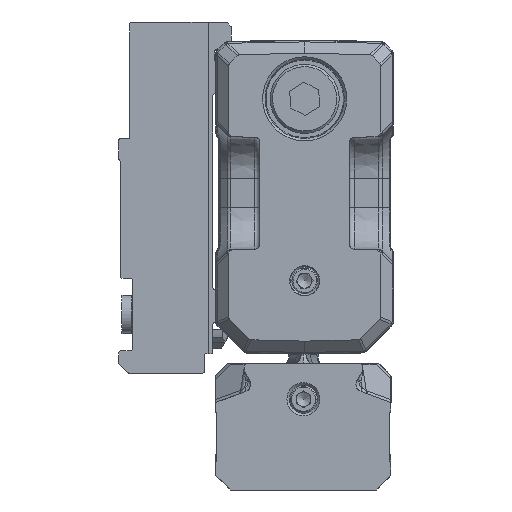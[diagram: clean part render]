
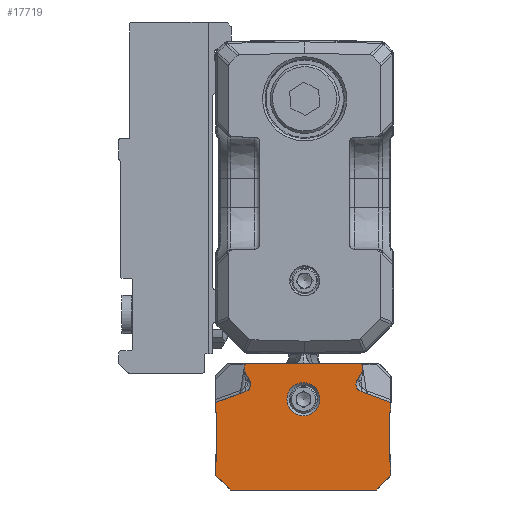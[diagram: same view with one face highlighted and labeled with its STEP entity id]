
A CAD part, front view. The second image highlights one B-rep face of the part: STEP entity #17719.
In plain terms, the highlighted planar face has unit normal (0, -1, 0).
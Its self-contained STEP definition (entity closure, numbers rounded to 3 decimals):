
#13755=FACE_BOUND('',#29524,.T.);
#13756=FACE_BOUND('',#29525,.T.);
#17719=ADVANCED_FACE('',(#13755,#13756),#20724,.F.);
#20724=PLANE('',#97673);
#29524=EDGE_LOOP('',(#48396,#48397,#48398,#48399,#48400,#48401,#48402,#48403,
#48404,#48405,#48406,#48407,#48408,#48409,#48410,#48411,#48412,#48413,#48414,
#48415,#48416,#48417));
#29525=EDGE_LOOP('',(#48418));
#48396=ORIENTED_EDGE('',*,*,#70790,.T.);
#48397=ORIENTED_EDGE('',*,*,#67885,.T.);
#48398=ORIENTED_EDGE('',*,*,#67886,.F.);
#48399=ORIENTED_EDGE('',*,*,#67904,.T.);
#48400=ORIENTED_EDGE('',*,*,#70789,.T.);
#48401=ORIENTED_EDGE('',*,*,#70538,.T.);
#48402=ORIENTED_EDGE('',*,*,#68472,.F.);
#48403=ORIENTED_EDGE('',*,*,#70605,.T.);
#48404=ORIENTED_EDGE('',*,*,#70777,.T.);
#48405=ORIENTED_EDGE('',*,*,#67959,.T.);
#48406=ORIENTED_EDGE('',*,*,#67945,.T.);
#48407=ORIENTED_EDGE('',*,*,#67934,.T.);
#48408=ORIENTED_EDGE('',*,*,#68459,.T.);
#48409=ORIENTED_EDGE('',*,*,#70608,.F.);
#48410=ORIENTED_EDGE('',*,*,#70256,.F.);
#48411=ORIENTED_EDGE('',*,*,#70258,.F.);
#48412=ORIENTED_EDGE('',*,*,#70667,.F.);
#48413=ORIENTED_EDGE('',*,*,#68410,.T.);
#48414=ORIENTED_EDGE('',*,*,#70669,.T.);
#48415=ORIENTED_EDGE('',*,*,#70563,.T.);
#48416=ORIENTED_EDGE('',*,*,#70562,.T.);
#48417=ORIENTED_EDGE('',*,*,#70243,.T.);
#48418=ORIENTED_EDGE('',*,*,#68186,.T.);
#58903=VERTEX_POINT('',#139269);
#58904=VERTEX_POINT('',#139271);
#58905=VERTEX_POINT('',#139275);
#58920=VERTEX_POINT('',#139309);
#58941=VERTEX_POINT('',#139366);
#58944=VERTEX_POINT('',#139371);
#58954=VERTEX_POINT('',#139395);
#58963=VERTEX_POINT('',#139419);
#59149=VERTEX_POINT('',#139983);
#59327=VERTEX_POINT('',#140490);
#59328=VERTEX_POINT('',#140492);
#59374=VERTEX_POINT('',#140651);
#59383=VERTEX_POINT('',#140675);
#59384=VERTEX_POINT('',#140677);
#60509=VERTEX_POINT('',#152297);
#60510=VERTEX_POINT('',#152299);
#60516=VERTEX_POINT('',#152320);
#60517=VERTEX_POINT('',#152322);
#60518=VERTEX_POINT('',#152326);
#60636=VERTEX_POINT('',#154006);
#60647=VERTEX_POINT('',#154089);
#60648=VERTEX_POINT('',#154093);
#60662=VERTEX_POINT('',#154248);
#67885=EDGE_CURVE('',#58903,#58904,#77673,.T.);
#67886=EDGE_CURVE('',#58905,#58904,#77674,.T.);
#67904=EDGE_CURVE('',#58905,#58920,#77687,.T.);
#67934=EDGE_CURVE('',#58941,#58944,#77708,.T.);
#67945=EDGE_CURVE('',#58954,#58941,#77714,.T.);
#67959=EDGE_CURVE('',#58963,#58954,#77725,.T.);
#68186=EDGE_CURVE('',#59149,#59149,#89600,.T.);
#68410=EDGE_CURVE('',#59328,#59327,#77937,.T.);
#68459=EDGE_CURVE('',#58944,#59374,#77956,.T.);
#68472=EDGE_CURVE('',#59383,#59384,#77966,.T.);
#70243=EDGE_CURVE('',#60510,#60509,#78594,.T.);
#70256=EDGE_CURVE('',#60517,#60516,#90160,.T.);
#70258=EDGE_CURVE('',#60518,#60517,#78607,.T.);
#70538=EDGE_CURVE('',#60636,#59384,#78755,.T.);
#70562=EDGE_CURVE('',#60647,#60510,#90194,.T.);
#70563=EDGE_CURVE('',#60648,#60647,#78771,.T.);
#70605=EDGE_CURVE('',#59383,#60662,#78805,.T.);
#70608=EDGE_CURVE('',#60516,#59374,#78808,.T.);
#70667=EDGE_CURVE('',#59328,#60518,#90210,.T.);
#70669=EDGE_CURVE('',#59327,#60648,#90211,.T.);
#70777=EDGE_CURVE('',#60662,#58963,#78906,.T.);
#70789=EDGE_CURVE('',#58920,#60636,#78918,.T.);
#70790=EDGE_CURVE('',#60509,#58903,#78919,.T.);
#77673=LINE('',#139272,#84649);
#77674=LINE('',#139274,#84650);
#77687=LINE('',#139310,#84663);
#77708=LINE('',#139372,#84684);
#77714=LINE('',#139394,#84690);
#77725=LINE('',#139422,#84701);
#77937=LINE('',#140491,#84913);
#77956=LINE('',#140652,#84932);
#77966=LINE('',#140676,#84942);
#78594=LINE('',#152298,#85643);
#78607=LINE('',#152327,#85656);
#78755=LINE('',#154008,#85804);
#78771=LINE('',#154092,#85820);
#78805=LINE('',#154249,#85854);
#78808=LINE('',#154255,#85857);
#78906=LINE('',#154922,#85955);
#78918=LINE('',#154952,#85967);
#78919=LINE('',#154955,#85968);
#84649=VECTOR('',#108803,1.);
#84650=VECTOR('',#108806,1.);
#84663=VECTOR('',#108833,1.);
#84684=VECTOR('',#108888,1.);
#84690=VECTOR('',#108908,1.);
#84701=VECTOR('',#108931,1.);
#84913=VECTOR('',#109873,1.);
#84932=VECTOR('',#109934,1.);
#84942=VECTOR('',#109954,1.);
#85643=VECTOR('',#112689,1.);
#85656=VECTOR('',#112716,1.);
#85804=VECTOR('',#113232,1.);
#85820=VECTOR('',#113314,1.);
#85854=VECTOR('',#113404,1.);
#85857=VECTOR('',#113411,1.);
#85955=VECTOR('',#113835,1.);
#85967=VECTOR('',#113883,1.);
#85968=VECTOR('',#113888,1.);
#89600=CIRCLE('',#96015,1.7);
#90160=CIRCLE('',#97240,0.8);
#90194=CIRCLE('',#97457,0.8);
#90210=CIRCLE('',#97549,0.8);
#90211=CIRCLE('',#97553,0.8);
#96015=AXIS2_PLACEMENT_3D('',#139982,#109408,#109409);
#97240=AXIS2_PLACEMENT_3D('',#152323,#112711,#112712);
#97457=AXIS2_PLACEMENT_3D('',#154090,#113310,#113311);
#97549=AXIS2_PLACEMENT_3D('',#154572,#113555,#113556);
#97553=AXIS2_PLACEMENT_3D('',#154577,#113564,#113565);
#97673=AXIS2_PLACEMENT_3D('',#154957,#113891,#113892);
#108803=DIRECTION('',(1.,0.,0.));
#108806=DIRECTION('',(0.,0.,1.));
#108833=DIRECTION('',(-1.,0.,0.));
#108888=DIRECTION('',(1.,0.,0.));
#108908=DIRECTION('',(0.,0.,1.));
#108931=DIRECTION('',(-1.,0.,0.));
#109408=DIRECTION('',(0.,1.,0.));
#109409=DIRECTION('',(-1.,0.,0.));
#109873=DIRECTION('',(-1.,0.,0.));
#109934=DIRECTION('',(0.,0.,1.));
#109954=DIRECTION('',(-1.,0.,0.));
#112689=DIRECTION('',(-0.94,0.,-0.342));
#112711=DIRECTION('',(0.,-1.,0.));
#112712=DIRECTION('',(-1.,0.,0.));
#112716=DIRECTION('',(-0.5,0.,-0.866));
#113232=DIRECTION('',(0.707,0.,-0.707));
#113310=DIRECTION('',(0.,1.,0.));
#113311=DIRECTION('',(-1.,0.,0.));
#113314=DIRECTION('',(0.5,0.,-0.866));
#113404=DIRECTION('',(0.707,0.,0.707));
#113411=DIRECTION('',(0.94,0.,-0.342));
#113555=DIRECTION('',(0.,1.,0.));
#113556=DIRECTION('',(-1.,0.,0.));
#113564=DIRECTION('',(0.,-1.,0.));
#113565=DIRECTION('',(-1.,0.,0.));
#113835=DIRECTION('',(0.,0.,1.));
#113883=DIRECTION('',(0.,0.,-1.));
#113888=DIRECTION('',(0.,0.,-1.));
#113891=DIRECTION('',(0.,1.,0.));
#113892=DIRECTION('',(0.,0.,1.));
#139269=CARTESIAN_POINT('',(-9.,52.5,-38.2));
#139271=CARTESIAN_POINT('',(-8.885,52.5,-38.2));
#139272=CARTESIAN_POINT('',(0.,52.5,-38.2));
#139274=CARTESIAN_POINT('',(-8.885,52.5,-46.2));
#139275=CARTESIAN_POINT('',(-8.885,52.5,-43.285));
#139309=CARTESIAN_POINT('',(-9.,52.5,-43.285));
#139310=CARTESIAN_POINT('',(0.,52.5,-43.285));
#139366=CARTESIAN_POINT('',(8.885,52.5,-38.2));
#139371=CARTESIAN_POINT('',(9.,52.5,-38.2));
#139372=CARTESIAN_POINT('',(0.,52.5,-38.2));
#139394=CARTESIAN_POINT('',(8.885,52.5,-46.2));
#139395=CARTESIAN_POINT('',(8.885,52.5,-43.285));
#139419=CARTESIAN_POINT('',(9.,52.5,-43.285));
#139422=CARTESIAN_POINT('',(0.,52.5,-43.285));
#139982=CARTESIAN_POINT('',(0.,52.5,-36.874));
#139983=CARTESIAN_POINT('',(-1.7,52.5,-36.874));
#140490=CARTESIAN_POINT('',(-5.922,52.5,-33.2));
#140491=CARTESIAN_POINT('',(0.,52.5,-33.2));
#140492=CARTESIAN_POINT('',(5.922,52.5,-33.2));
#140651=CARTESIAN_POINT('',(9.,52.5,-37.2));
#140652=CARTESIAN_POINT('',(9.,52.5,-46.2));
#140675=CARTESIAN_POINT('',(7.5,52.5,-46.2));
#140676=CARTESIAN_POINT('',(0.,52.5,-46.2));
#140677=CARTESIAN_POINT('',(-7.5,52.5,-46.2));
#152297=CARTESIAN_POINT('',(-9.,52.5,-37.2));
#152298=CARTESIAN_POINT('',(-3.945,52.5,-35.36));
#152299=CARTESIAN_POINT('',(-5.922,52.5,-36.08));
#152320=CARTESIAN_POINT('',(5.922,52.5,-36.08));
#152322=CARTESIAN_POINT('',(5.502,52.5,-34.928));
#152323=CARTESIAN_POINT('',(6.195,52.5,-35.328));
#152326=CARTESIAN_POINT('',(5.985,52.5,-34.092));
#152327=CARTESIAN_POINT('',(-0.754,52.5,-45.765));
#154006=CARTESIAN_POINT('',(-9.,52.5,-44.7));
#154008=CARTESIAN_POINT('',(-3.75,52.5,-49.95));
#154089=CARTESIAN_POINT('',(-5.502,52.5,-34.928));
#154090=CARTESIAN_POINT('',(-6.195,52.5,-35.328));
#154092=CARTESIAN_POINT('',(0.754,52.5,-45.765));
#154093=CARTESIAN_POINT('',(-5.985,52.5,-34.092));
#154248=CARTESIAN_POINT('',(9.,52.5,-44.7));
#154249=CARTESIAN_POINT('',(3.75,52.5,-49.95));
#154255=CARTESIAN_POINT('',(3.945,52.5,-35.36));
#154572=CARTESIAN_POINT('',(5.292,52.5,-33.692));
#154577=CARTESIAN_POINT('',(-5.292,52.5,-33.692));
#154922=CARTESIAN_POINT('',(9.,52.5,-46.2));
#154952=CARTESIAN_POINT('',(-9.,52.5,-46.2));
#154955=CARTESIAN_POINT('',(-9.,52.5,-46.2));
#154957=CARTESIAN_POINT('',(0.,52.5,-46.2));
